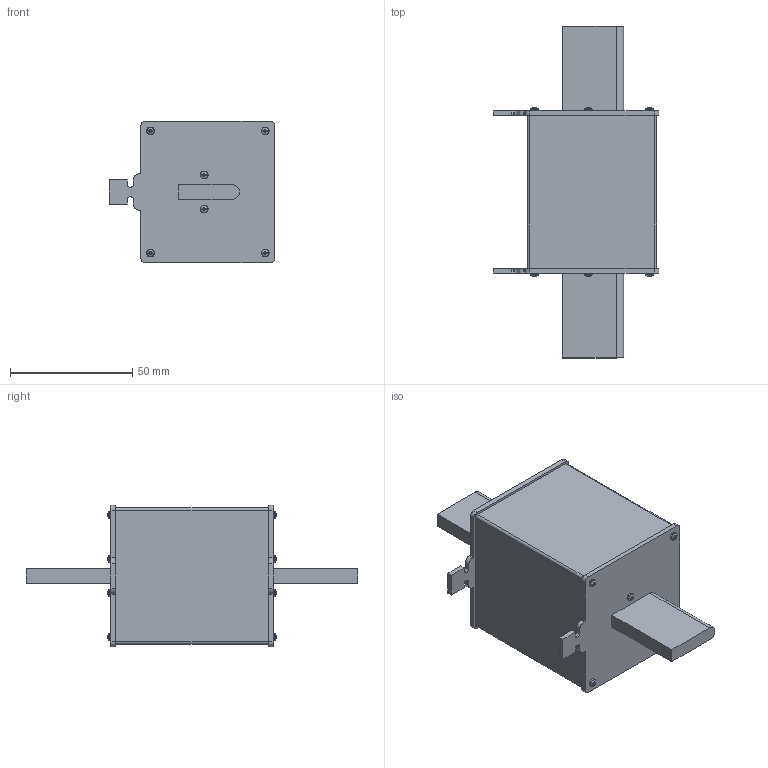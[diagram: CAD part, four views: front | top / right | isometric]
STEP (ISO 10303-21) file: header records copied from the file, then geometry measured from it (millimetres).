
FILE_DESCRIPTION (( 'STEP AP203' ), '1' );
FILE_NAME ('Ïðåäîõðàíèòåëè ïëàâêèå ÏÏÍ-37 (2) EKF PROxima.STEP', '2016-11-02T19:53:18', ( '' ), ( '' ), 'SwSTEP 2.0', 'SolidWorks 2014', '' );
FILE_SCHEMA (( 'CONFIG_CONTROL_DESIGN' ));
Length unit declared in the file: millimetre
Products named in the file (3): Ïðåäîõðàíèòåëè ïëàâêèå ÏÏÍ-37 (2) EKF PROxima; pan head cross recess screw_din_ISO 7045 - M1.6 x 3 - Z --- 3N
Assembly tree (13 placements, depth 2):
  Ïðåäîõðàíèòåëè ïëàâêèå ÏÏÍ-37 (2) EKF PROxima
    Ïðåäîõðàíèòåëè ïëàâêèå ÏÏÍ-37 (2) EKF PROxima
    pan head cross recess screw_din_ISO 7045 - M1.6 x 3 - Z --- 3N  x12
Bounding box: 68 x 136 x 58 mm (x, y, z)
Volume: 207770.6 mm3; surface area: 28973.3 mm2
Topology: 13 solids, 13 shells, 604 faces, 1470 edges, 884 vertices
Faces by surface type: plane 312, cone 132, cylinder 88, torus 48, sphere 24
Entity records: 4765 total; most frequent: DIRECTION 763, CARTESIAN_POINT 756, ORIENTED_EDGE 692, EDGE_CURVE 346, AXIS2_PLACEMENT_3D 283, VERTEX_POINT 224, VECTOR 197, LINE 197
